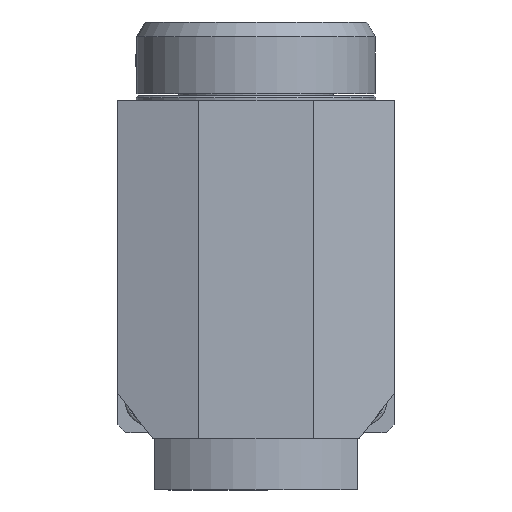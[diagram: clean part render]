
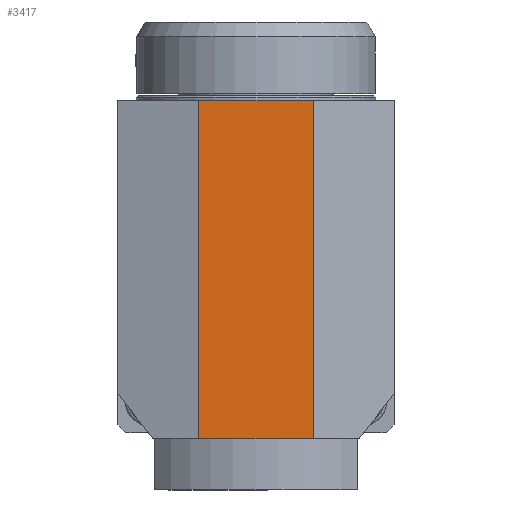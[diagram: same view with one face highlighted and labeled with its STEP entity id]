
A CAD part, left-side view. The second image highlights one B-rep face of the part: STEP entity #3417.
In plain terms, the highlighted face is planar.
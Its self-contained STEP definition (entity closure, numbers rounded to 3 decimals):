
#232=FACE_OUTER_BOUND('',#415,.T.);
#415=EDGE_LOOP('',(#2245,#2246,#2247,#2248));
#619=LINE('',#4964,#997);
#620=LINE('',#4966,#998);
#621=LINE('',#4968,#999);
#622=LINE('',#4969,#1000);
#997=VECTOR('',#3944,10.);
#998=VECTOR('',#3945,10.);
#999=VECTOR('',#3946,10.);
#1000=VECTOR('',#3947,10.);
#1375=VERTEX_POINT('',#4962);
#1376=VERTEX_POINT('',#4963);
#1377=VERTEX_POINT('',#4965);
#1378=VERTEX_POINT('',#4967);
#1724=EDGE_CURVE('',#1375,#1376,#619,.T.);
#1725=EDGE_CURVE('',#1376,#1377,#620,.T.);
#1726=EDGE_CURVE('',#1377,#1378,#621,.T.);
#1727=EDGE_CURVE('',#1375,#1378,#622,.T.);
#2245=ORIENTED_EDGE('',*,*,#1724,.T.);
#2246=ORIENTED_EDGE('',*,*,#1725,.T.);
#2247=ORIENTED_EDGE('',*,*,#1726,.T.);
#2248=ORIENTED_EDGE('',*,*,#1727,.F.);
#3287=PLANE('',#3620);
#3417=ADVANCED_FACE('',(#232),#3287,.F.);
#3620=AXIS2_PLACEMENT_3D('',#4961,#3942,#3943);
#3942=DIRECTION('center_axis',(0.,0.,
1.));
#3943=DIRECTION('ref_axis',(0.,-1.,0.));
#3944=DIRECTION('',(-1.,0.,0.));
#3945=DIRECTION('',(0.,1.,0.));
#3946=DIRECTION('',(1.,0.,0.));
#3947=DIRECTION('',(0.,1.,0.));
#4961=CARTESIAN_POINT('Origin',(0.,0.,
-121.5));
#4962=CARTESIAN_POINT('',(39.,-15.5,-121.5));
#4963=CARTESIAN_POINT('',(-52.8,-15.5,-121.5));
#4964=CARTESIAN_POINT('',(0.,-15.5,-121.5));
#4965=CARTESIAN_POINT('',(-52.8,15.5,-121.5));
#4966=CARTESIAN_POINT('',(-52.8,18.75,-121.5));
#4967=CARTESIAN_POINT('',(39.,15.5,-121.5));
#4968=CARTESIAN_POINT('',(0.,15.5,-121.5));
#4969=CARTESIAN_POINT('',(39.,37.5,-121.5));
